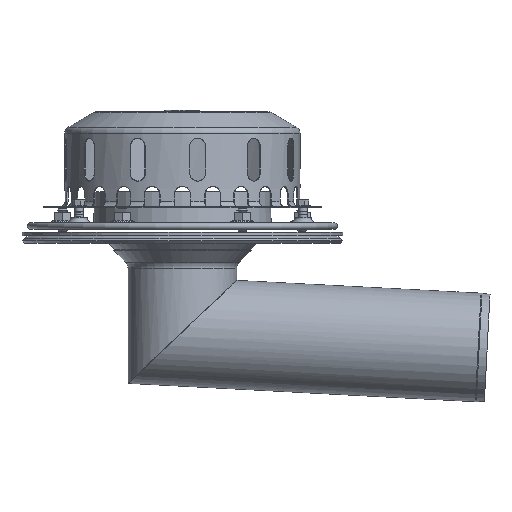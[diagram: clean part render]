
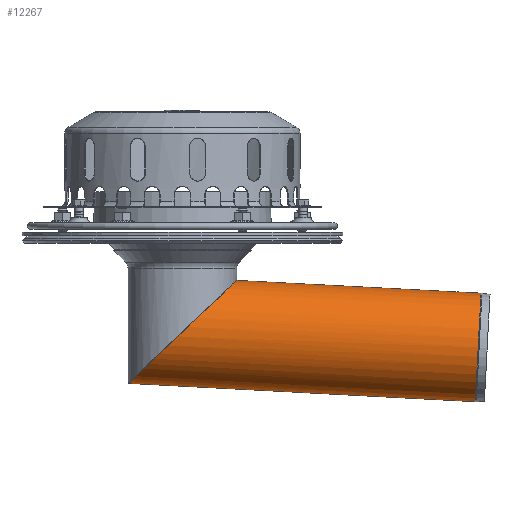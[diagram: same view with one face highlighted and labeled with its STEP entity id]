
A CAD part, front view. The second image highlights one B-rep face of the part: STEP entity #12267.
In plain terms, the highlighted cylindrical face has radius 508 mm (diameter 1016 mm), a full revolution.
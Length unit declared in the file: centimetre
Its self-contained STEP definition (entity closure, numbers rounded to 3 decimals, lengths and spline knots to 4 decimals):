
#492=ELLIPSE('',#13196,70.0328,50.8);
#499=CYLINDRICAL_SURFACE('',#13195,50.8);
#1285=FACE_OUTER_BOUND('',#2044,.T.);
#2044=EDGE_LOOP('',(#8554,#8555,#8556,#8557,#8558));
#2887=LINE('',#18685,#3591);
#3591=VECTOR('',#15113,50.8);
#4317=CIRCLE('',#13187,50.8);
#4321=CIRCLE('',#13191,50.8);
#5058=VERTEX_POINT('',#18667);
#5059=VERTEX_POINT('',#18668);
#5063=VERTEX_POINT('',#18683);
#6367=EDGE_CURVE('',#5058,#5059,#4317,.T.);
#6371=EDGE_CURVE('',#5059,#5058,#4321,.T.);
#6375=EDGE_CURVE('',#5063,#5063,#492,.T.);
#6376=EDGE_CURVE('',#5063,#5059,#2887,.T.);
#8554=ORIENTED_EDGE('',*,*,#6375,.F.);
#8555=ORIENTED_EDGE('',*,*,#6376,.T.);
#8556=ORIENTED_EDGE('',*,*,#6371,.T.);
#8557=ORIENTED_EDGE('',*,*,#6367,.T.);
#8558=ORIENTED_EDGE('',*,*,#6376,.F.);
#12267=ADVANCED_FACE('',(#1285),#499,.T.);
#13187=AXIS2_PLACEMENT_3D('',#18669,#15091,#15092);
#13191=AXIS2_PLACEMENT_3D('',#18675,#15099,#15100);
#13195=AXIS2_PLACEMENT_3D('',#18682,#15109,#15110);
#13196=AXIS2_PLACEMENT_3D('',#18684,#15111,#15112);
#15091=DIRECTION('center_axis',(-0.999,0.,
0.052));
#15092=DIRECTION('ref_axis',(0.052,0.,0.999));
#15099=DIRECTION('center_axis',(-0.999,0.,
0.052));
#15100=DIRECTION('ref_axis',(0.052,0.,0.999));
#15109=DIRECTION('center_axis',(-0.999,0.,
0.052));
#15110=DIRECTION('ref_axis',(-0.052,0.,-0.999));
#15111=DIRECTION('center_axis',(-0.688,0.,
0.725));
#15112=DIRECTION('ref_axis',(-0.725,0.,-0.688));
#15113=DIRECTION('',(0.999,0.,-0.052));
#18667=CARTESIAN_POINT('',(273.9163,0.,-65.2251));
#18668=CARTESIAN_POINT('',(279.2336,0.,36.2357));
#18669=CARTESIAN_POINT('Origin',(276.575,0.,
-14.4947));
#18675=CARTESIAN_POINT('Origin',(276.575,0.,
-14.4947));
#18682=CARTESIAN_POINT('Origin',(96.8565,0.,
-5.076));
#18683=CARTESIAN_POINT('',(50.8,0.,48.2074));
#18684=CARTESIAN_POINT('Origin',(0.,0.,
0.));
#18685=CARTESIAN_POINT('',(99.5152,0.,45.6543));
